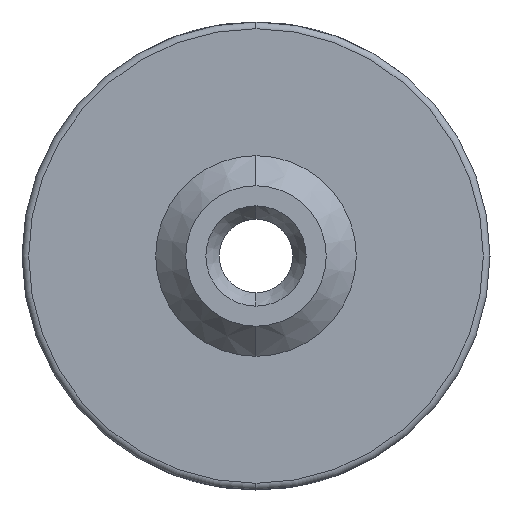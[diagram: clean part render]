
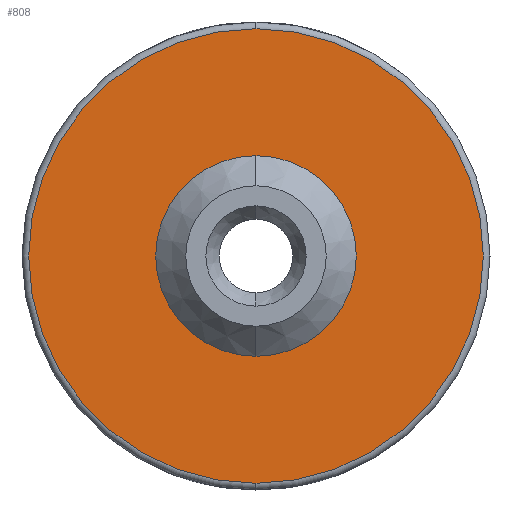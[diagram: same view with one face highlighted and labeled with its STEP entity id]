
A CAD part, left-side view. The second image highlights one B-rep face of the part: STEP entity #808.
In plain terms, the highlighted planar face has unit normal (-1, 0, 0).
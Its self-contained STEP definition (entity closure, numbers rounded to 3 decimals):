
#22 = DIRECTION ( 'NONE',  ( -1., 0., 0. ) ) ;
#34 = DIRECTION ( 'NONE',  ( 0., 0., 1. ) ) ;
#36 = AXIS2_PLACEMENT_3D ( 'NONE', #417, #82, #1089 ) ;
#47 = FACE_OUTER_BOUND ( 'NONE', #525, .T. ) ;
#82 = DIRECTION ( 'NONE',  ( -1., 0., 0. ) ) ;
#97 = ORIENTED_EDGE ( 'NONE', *, *, #439, .T. ) ;
#129 = ORIENTED_EDGE ( 'NONE', *, *, #542, .T. ) ;
#141 = AXIS2_PLACEMENT_3D ( 'NONE', #281, #191, #530 ) ;
#191 = DIRECTION ( 'NONE',  ( -1., 0., 0. ) ) ;
#213 = CIRCLE ( 'NONE', #36, 6.8 ) ;
#281 = CARTESIAN_POINT ( 'NONE',  ( -56., 0., 0. ) ) ;
#308 = PLANE ( 'NONE',  #830 ) ;
#316 = CARTESIAN_POINT ( 'NONE',  ( -56., 0., 6.8 ) ) ;
#320 = VERTEX_POINT ( 'NONE', #993 ) ;
#353 = EDGE_LOOP ( 'NONE', ( #431, #945 ) ) ;
#373 = CARTESIAN_POINT ( 'NONE',  ( -56., 0., 2.6 ) ) ;
#382 = CARTESIAN_POINT ( 'NONE',  ( -56., 0., 0. ) ) ;
#383 = AXIS2_PLACEMENT_3D ( 'NONE', #619, #22, #34 ) ;
#417 = CARTESIAN_POINT ( 'NONE',  ( -56., 0., 0. ) ) ;
#431 = ORIENTED_EDGE ( 'NONE', *, *, #673, .F. ) ;
#439 = EDGE_CURVE ( 'NONE', #765, #932, #213, .T. ) ;
#489 = DIRECTION ( 'NONE',  ( 1., 0., 0. ) ) ;
#525 = EDGE_LOOP ( 'NONE', ( #97, #129 ) ) ;
#530 = DIRECTION ( 'NONE',  ( 0., 0., 1. ) ) ;
#537 = DIRECTION ( 'NONE',  ( 0., 0., 1. ) ) ;
#542 = EDGE_CURVE ( 'NONE', #932, #765, #654, .T. ) ;
#554 = EDGE_CURVE ( 'NONE', #320, #1020, #1003, .T. ) ;
#618 = CIRCLE ( 'NONE', #141, 2.6 ) ;
#619 = CARTESIAN_POINT ( 'NONE',  ( -56., 0., 0. ) ) ;
#640 = DIRECTION ( 'NONE',  ( 0., 0., -1. ) ) ;
#654 = CIRCLE ( 'NONE', #383, 6.8 ) ;
#660 = CARTESIAN_POINT ( 'NONE',  ( -56., 0., -6.8 ) ) ;
#673 = EDGE_CURVE ( 'NONE', #1020, #320, #618, .T. ) ;
#711 = CARTESIAN_POINT ( 'NONE',  ( -56., 0., -6.8 ) ) ;
#734 = FACE_BOUND ( 'NONE', #353, .T. ) ;
#765 = VERTEX_POINT ( 'NONE', #316 ) ;
#808 = ADVANCED_FACE ( 'NONE', ( #734, #47 ), #308, .F. ) ;
#830 = AXIS2_PLACEMENT_3D ( 'NONE', #711, #489, #640 ) ;
#866 = AXIS2_PLACEMENT_3D ( 'NONE', #382, #950, #537 ) ;
#932 = VERTEX_POINT ( 'NONE', #660 ) ;
#945 = ORIENTED_EDGE ( 'NONE', *, *, #554, .F. ) ;
#950 = DIRECTION ( 'NONE',  ( -1., 0., 0. ) ) ;
#993 = CARTESIAN_POINT ( 'NONE',  ( -56., 0., -2.6 ) ) ;
#1003 = CIRCLE ( 'NONE', #866, 2.6 ) ;
#1020 = VERTEX_POINT ( 'NONE', #373 ) ;
#1089 = DIRECTION ( 'NONE',  ( 0., 0., 1. ) ) ;
